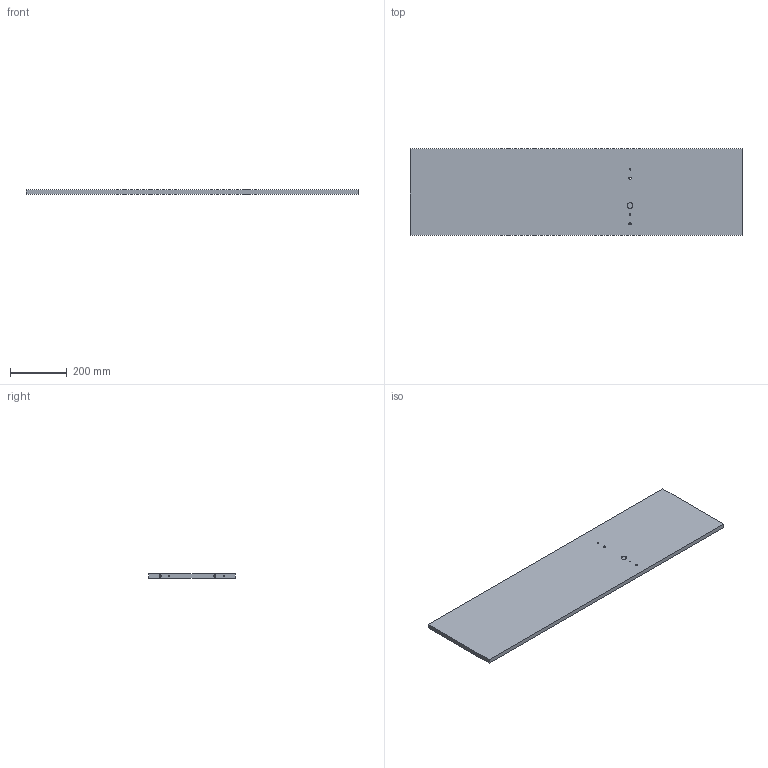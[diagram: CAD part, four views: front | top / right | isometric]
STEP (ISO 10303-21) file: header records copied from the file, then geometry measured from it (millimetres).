
FILE_DESCRIPTION(('STEP AP214'),'1');
FILE_NAME('CHAPEU.step','2025-12-18T12:29:09',(' '),(' '),'Spatial InterOp 3D',' ',' ');
FILE_SCHEMA(('AUTOMOTIVE_DESIGN { 1 0 10303 214 1 1 1 1 }'));
Length unit declared in the file: millimetre
Products named in the file (1): TAMPO
Bounding box: 1170 x 304 x 15 mm (x, y, z)
Volume: 5327586.4 mm3; surface area: 759076.6 mm2
Topology: 1 solids, 1 shells, 28 faces, 55 edges, 38 vertices
Faces by surface type: plane 15, cylinder 13
Full cylindrical faces by diameter (mm): 4 x4, 5 x2, 8 x6, 20 x1
Entity records: 892 total; most frequent: DIRECTION 122, CARTESIAN_POINT 101, ORIENTED_EDGE 76, EDGE_LOOP 58, AXIS2_PLACEMENT_3D 55, FACE_OUTER_BOUND 41, EDGE_CURVE 38, VERTEX_POINT 34
